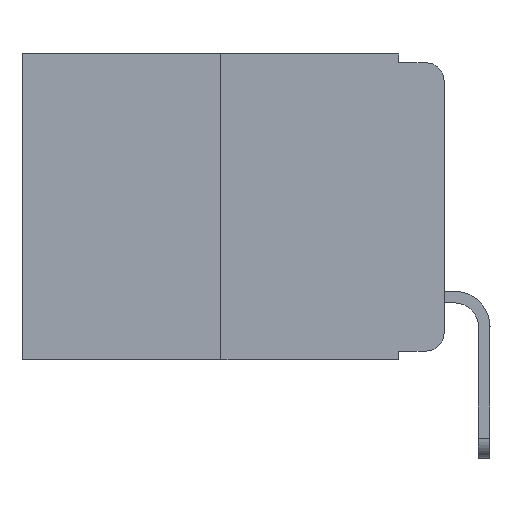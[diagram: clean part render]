
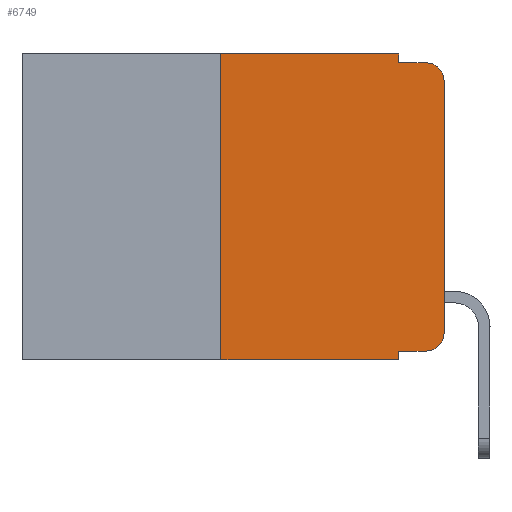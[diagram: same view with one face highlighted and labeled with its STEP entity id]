
A CAD part, left-side view. The second image highlights one B-rep face of the part: STEP entity #6749.
In plain terms, the highlighted planar face has unit normal (-1, 0, 0).
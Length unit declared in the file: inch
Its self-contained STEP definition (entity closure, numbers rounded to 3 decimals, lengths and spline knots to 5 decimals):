
#486 = CARTESIAN_POINT ( 'NONE',  ( 0., 0.051, 0. ) ) ;
#508 = AXIS2_PLACEMENT_3D ( 'NONE', #16112, #5685, #16012 ) ;
#1141 = VERTEX_POINT ( 'NONE', #15302 ) ;
#1314 = VERTEX_POINT ( 'NONE', #14908 ) ;
#1333 = CARTESIAN_POINT ( 'NONE',  ( 0., 0., -0.313 ) ) ;
#1833 = VERTEX_POINT ( 'NONE', #10104 ) ;
#2099 = EDGE_CURVE ( 'NONE', #7833, #12952, #5438, .T. ) ;
#2316 = EDGE_CURVE ( 'NONE', #14155, #6151, #18895, .T. ) ;
#3249 = EDGE_CURVE ( 'NONE', #1141, #12880, #18858, .T. ) ;
#3451 = CARTESIAN_POINT ( 'NONE',  ( 0., 0.051, -0.01 ) ) ;
#3504 = ORIENTED_EDGE ( 'NONE', *, *, #3249, .T. ) ;
#3581 = CARTESIAN_POINT ( 'NONE',  ( 0., 0.25, 0. ) ) ;
#3871 = EDGE_CURVE ( 'NONE', #12880, #7833, #17715, .T. ) ;
#3920 = VECTOR ( 'NONE', #10173, 39.37008 ) ;
#4166 = DIRECTION ( 'NONE',  ( -1., 0., 0. ) ) ;
#4334 = CARTESIAN_POINT ( 'NONE',  ( 0., 0., 0. ) ) ;
#4367 = CARTESIAN_POINT ( 'NONE',  ( 0., 0.25, -0.343 ) ) ;
#4503 = VECTOR ( 'NONE', #13847, 39.37008 ) ;
#4668 = LINE ( 'NONE', #10485, #11327 ) ;
#5047 = LINE ( 'NONE', #3581, #11841 ) ;
#5200 = LINE ( 'NONE', #3451, #10159 ) ;
#5438 = CIRCLE ( 'NONE', #11522, 0.02 ) ;
#5685 = DIRECTION ( 'NONE',  ( 1., 0., 0. ) ) ;
#5788 = CARTESIAN_POINT ( 'NONE',  ( 0., 0.473, -0.343 ) ) ;
#6024 = AXIS2_PLACEMENT_3D ( 'NONE', #10768, #12124, #6553 ) ;
#6151 = VERTEX_POINT ( 'NONE', #13949 ) ;
#6203 = DIRECTION ( 'NONE',  ( 0., -1., 0. ) ) ;
#6323 = DIRECTION ( 'NONE',  ( 0., 0., -1. ) ) ;
#6553 = DIRECTION ( 'NONE',  ( 0., 0., -1. ) ) ;
#6745 = CARTESIAN_POINT ( 'NONE',  ( 0., 0., -0.03 ) ) ;
#6749 = ADVANCED_FACE ( 'NONE', ( #11703 ), #17261, .F. ) ;
#6763 = CARTESIAN_POINT ( 'NONE',  ( 0., 0.473, 0. ) ) ;
#7833 = VERTEX_POINT ( 'NONE', #6745 ) ;
#8351 = DIRECTION ( 'NONE',  ( 0., 0., -1. ) ) ;
#8929 = EDGE_CURVE ( 'NONE', #9243, #1141, #9263, .T. ) ;
#9132 = ORIENTED_EDGE ( 'NONE', *, *, #3871, .T. ) ;
#9243 = VERTEX_POINT ( 'NONE', #14593 ) ;
#9263 = LINE ( 'NONE', #13377, #10663 ) ;
#9386 = EDGE_CURVE ( 'NONE', #1314, #1833, #4668, .T. ) ;
#10104 = CARTESIAN_POINT ( 'NONE',  ( 0., 0.051, -0.01 ) ) ;
#10159 = VECTOR ( 'NONE', #15216, 39.37008 ) ;
#10173 = DIRECTION ( 'NONE',  ( 0., -1., 0. ) ) ;
#10485 = CARTESIAN_POINT ( 'NONE',  ( 0., 0.051, 0. ) ) ;
#10663 = VECTOR ( 'NONE', #6203, 39.37008 ) ;
#10741 = VECTOR ( 'NONE', #6323, 39.37008 ) ;
#10768 = CARTESIAN_POINT ( 'NONE',  ( 0., 0.02, -0.313 ) ) ;
#11327 = VECTOR ( 'NONE', #16324, 39.37008 ) ;
#11465 = EDGE_CURVE ( 'NONE', #9243, #6151, #15114, .T. ) ;
#11472 = EDGE_CURVE ( 'NONE', #1833, #12952, #5200, .T. ) ;
#11522 = AXIS2_PLACEMENT_3D ( 'NONE', #15632, #4166, #8351 ) ;
#11703 = FACE_OUTER_BOUND ( 'NONE', #15265, .T. ) ;
#11841 = VECTOR ( 'NONE', #15821, 39.37008 ) ;
#12124 = DIRECTION ( 'NONE',  ( -1., 0., 0. ) ) ;
#12237 = LINE ( 'NONE', #6763, #4503 ) ;
#12880 = VERTEX_POINT ( 'NONE', #1333 ) ;
#12929 = DIRECTION ( 'NONE',  ( 0., 0., 1. ) ) ;
#12952 = VERTEX_POINT ( 'NONE', #14525 ) ;
#13377 = CARTESIAN_POINT ( 'NONE',  ( 0., 0.051, -0.333 ) ) ;
#13566 = ORIENTED_EDGE ( 'NONE', *, *, #11465, .F. ) ;
#13847 = DIRECTION ( 'NONE',  ( 0., -1., 0. ) ) ;
#13949 = CARTESIAN_POINT ( 'NONE',  ( 0., 0.051, -0.343 ) ) ;
#14155 = VERTEX_POINT ( 'NONE', #4367 ) ;
#14525 = CARTESIAN_POINT ( 'NONE',  ( 0., 0.02, -0.01 ) ) ;
#14593 = CARTESIAN_POINT ( 'NONE',  ( 0., 0.051, -0.333 ) ) ;
#14602 = ORIENTED_EDGE ( 'NONE', *, *, #18473, .F. ) ;
#14908 = CARTESIAN_POINT ( 'NONE',  ( 0., 0.051, 0. ) ) ;
#15114 = LINE ( 'NONE', #486, #10741 ) ;
#15216 = DIRECTION ( 'NONE',  ( 0., -1., 0. ) ) ;
#15265 = EDGE_LOOP ( 'NONE', ( #9132, #18753, #18492, #17273, #14602, #15969, #18154, #13566, #18430, #3504 ) ) ;
#15302 = CARTESIAN_POINT ( 'NONE',  ( 0., 0.02, -0.333 ) ) ;
#15632 = CARTESIAN_POINT ( 'NONE',  ( 0., 0.02, -0.03 ) ) ;
#15821 = DIRECTION ( 'NONE',  ( 0., 0., 1. ) ) ;
#15969 = ORIENTED_EDGE ( 'NONE', *, *, #18916, .F. ) ;
#16012 = DIRECTION ( 'NONE',  ( 0., 0., -1. ) ) ;
#16112 = CARTESIAN_POINT ( 'NONE',  ( 0., 0.473, 0. ) ) ;
#16324 = DIRECTION ( 'NONE',  ( 0., 0., -1. ) ) ;
#16793 = VECTOR ( 'NONE', #12929, 39.37008 ) ;
#17171 = CARTESIAN_POINT ( 'NONE',  ( 0., 0.25, 0. ) ) ;
#17261 = PLANE ( 'NONE',  #508 ) ;
#17273 = ORIENTED_EDGE ( 'NONE', *, *, #9386, .F. ) ;
#17629 = VERTEX_POINT ( 'NONE', #17171 ) ;
#17715 = LINE ( 'NONE', #4334, #16793 ) ;
#18154 = ORIENTED_EDGE ( 'NONE', *, *, #2316, .T. ) ;
#18430 = ORIENTED_EDGE ( 'NONE', *, *, #8929, .T. ) ;
#18473 = EDGE_CURVE ( 'NONE', #17629, #1314, #12237, .T. ) ;
#18492 = ORIENTED_EDGE ( 'NONE', *, *, #11472, .F. ) ;
#18753 = ORIENTED_EDGE ( 'NONE', *, *, #2099, .T. ) ;
#18858 = CIRCLE ( 'NONE', #6024, 0.02 ) ;
#18895 = LINE ( 'NONE', #5788, #3920 ) ;
#18916 = EDGE_CURVE ( 'NONE', #14155, #17629, #5047, .T. ) ;
